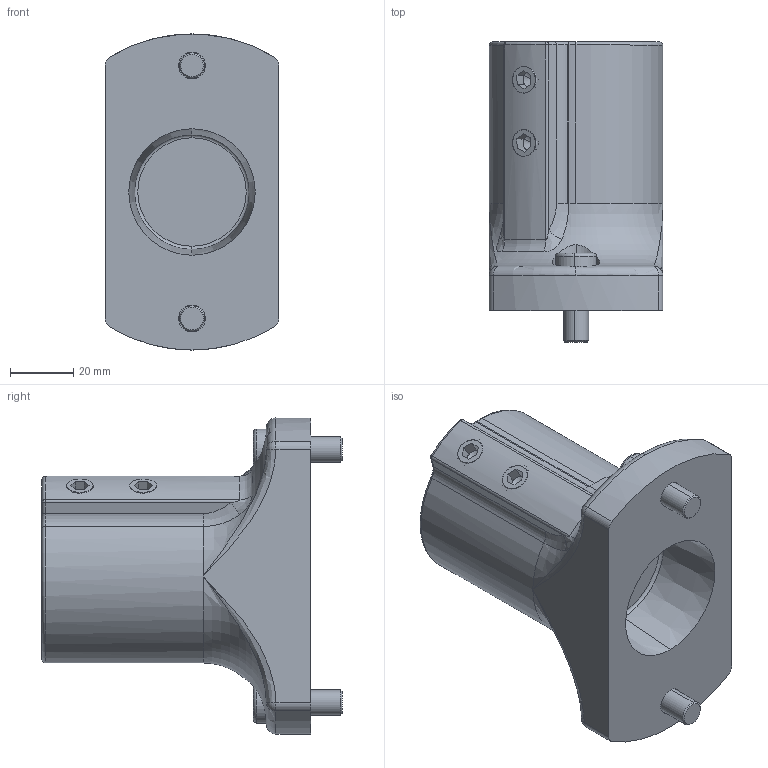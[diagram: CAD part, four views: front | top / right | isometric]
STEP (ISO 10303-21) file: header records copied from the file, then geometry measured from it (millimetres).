
FILE_DESCRIPTION (( 'STEP AP214' ), '1' );
FILE_NAME ('AL-SPS.BA40.T ﾎ魵瑙韃 ﾒ-髜鈿鮱.STEP', '2026-02-04T06:39:44', ( '' ), ( '' ), 'SwSTEP 2.0', 'SolidWorks 2021', '' );
FILE_SCHEMA (( 'AUTOMOTIVE_DESIGN' ));
Length unit declared in the file: millimetre
Products named in the file (1): AL-SPS.BA40.T ﾎ魵瑙韃 ﾒ-髜鈿鮱
Bounding box: 55 x 94.9 x 100 mm (x, y, z)
Surface area: 36732.9 mm2 (no closed solid volume)
Topology: 0 solids, 9 shells, 146 faces, 384 edges, 223 vertices
Faces by surface type: plane 49, cylinder 40, cone 22, torus 21, bspline 8, sphere 6
Entity records: 7002 total; most frequent: CARTESIAN_POINT 1864, DIRECTION 788, ORIENTED_EDGE 669, EDGE_CURVE 370, AXIS2_PLACEMENT_3D 311, VERTEX_POINT 223, CIRCLE 172, LINE 166
